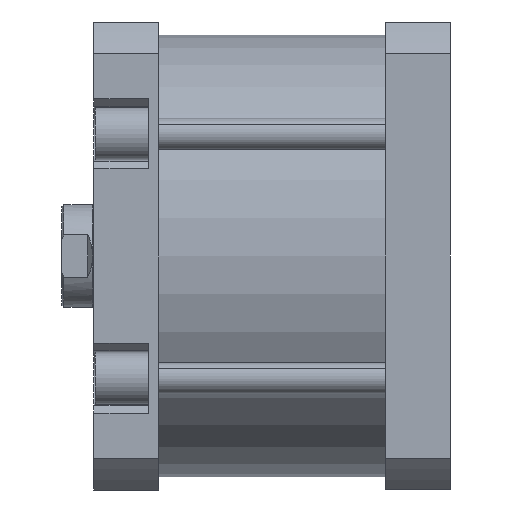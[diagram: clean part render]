
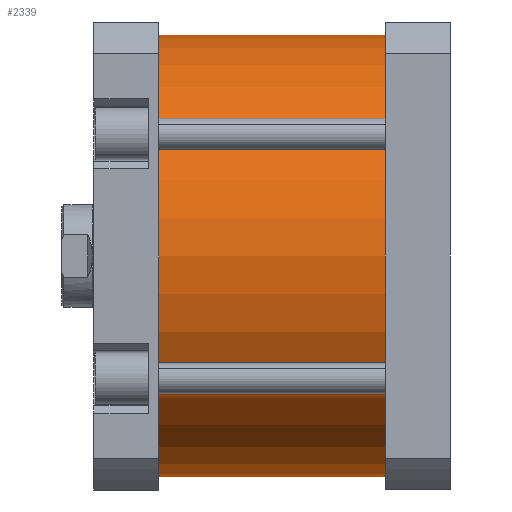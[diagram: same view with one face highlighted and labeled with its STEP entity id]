
A CAD part, front view. The second image highlights one B-rep face of the part: STEP entity #2339.
In plain terms, the highlighted cylindrical face has radius 85 mm (diameter 170 mm), a partial arc.
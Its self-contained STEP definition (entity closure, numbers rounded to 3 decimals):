
#244 = VECTOR ( 'NONE', #1463, 1000. ) ;
#247 = VECTOR ( 'NONE', #1467, 1000. ) ;
#250 = LINE ( 'NONE', #1450, #244 ) ;
#252 = LINE ( 'NONE', #1444, #247 ) ;
#257 = CIRCLE ( 'NONE', #7458, 85. ) ;
#260 = CIRCLE ( 'NONE', #7462, 85. ) ;
#1050 = CARTESIAN_POINT ( 'NONE',  ( -85., 0., 87. ) ) ;
#1185 = CARTESIAN_POINT ( 'NONE',  ( -85., 0., 0. ) ) ;
#1195 = CARTESIAN_POINT ( 'NONE',  ( 85., 0., 87. ) ) ;
#1199 = CARTESIAN_POINT ( 'NONE',  ( 85., 0., 0. ) ) ;
#1444 = CARTESIAN_POINT ( 'NONE',  ( -85., 0., 87. ) ) ;
#1450 = CARTESIAN_POINT ( 'NONE',  ( 85., 0., 87. ) ) ;
#1463 = DIRECTION ( 'NONE',  ( 0., 0., -1. ) ) ;
#1467 = DIRECTION ( 'NONE',  ( 0., 0., -1. ) ) ;
#1473 = CARTESIAN_POINT ( 'NONE',  ( 0., 0., 87. ) ) ;
#1474 = CARTESIAN_POINT ( 'NONE',  ( 0., 0., 0. ) ) ;
#1475 = DIRECTION ( 'NONE',  ( 0., 0., 1. ) ) ;
#1476 = DIRECTION ( 'NONE',  ( 1., 0., 0. ) ) ;
#1481 = DIRECTION ( 'NONE',  ( 0., 0., 1. ) ) ;
#1482 = DIRECTION ( 'NONE',  ( 1., 0., 0. ) ) ;
#2339 = ADVANCED_FACE ( 'NONE', ( #2700 ), #2695, .T. ) ;
#2695 = CYLINDRICAL_SURFACE ( 'NONE', #7279, 85. ) ;
#2700 = FACE_OUTER_BOUND ( 'NONE', #3289, .T. ) ;
#3045 = ORIENTED_EDGE ( 'NONE', *, *, #6664, .F. ) ;
#3048 = ORIENTED_EDGE ( 'NONE', *, *, #6671, .T. ) ;
#3049 = ORIENTED_EDGE ( 'NONE', *, *, #6666, .T. ) ;
#3050 = ORIENTED_EDGE ( 'NONE', *, *, #6669, .F. ) ;
#3289 = EDGE_LOOP ( 'NONE', ( #3045, #3050, #3049, #3048 ) ) ;
#5106 = VERTEX_POINT ( 'NONE', #1050 ) ;
#5313 = VERTEX_POINT ( 'NONE', #1185 ) ;
#5323 = VERTEX_POINT ( 'NONE', #1195 ) ;
#5327 = VERTEX_POINT ( 'NONE', #1199 ) ;
#5974 = DIRECTION ( 'NONE',  ( 0., 0., -1. ) ) ;
#5981 = DIRECTION ( 'NONE',  ( -1., 0., 0. ) ) ;
#5986 = CARTESIAN_POINT ( 'NONE',  ( 0., 0., 87. ) ) ;
#6664 = EDGE_CURVE ( 'NONE', #5323, #5327, #250, .T. ) ;
#6666 = EDGE_CURVE ( 'NONE', #5106, #5313, #252, .T. ) ;
#6669 = EDGE_CURVE ( 'NONE', #5106, #5323, #257, .T. ) ;
#6671 = EDGE_CURVE ( 'NONE', #5313, #5327, #260, .T. ) ;
#7279 = AXIS2_PLACEMENT_3D ( 'NONE', #5986, #5974, #5981 ) ;
#7458 = AXIS2_PLACEMENT_3D ( 'NONE', #1473, #1475, #1476 ) ;
#7462 = AXIS2_PLACEMENT_3D ( 'NONE', #1474, #1481, #1482 ) ;
